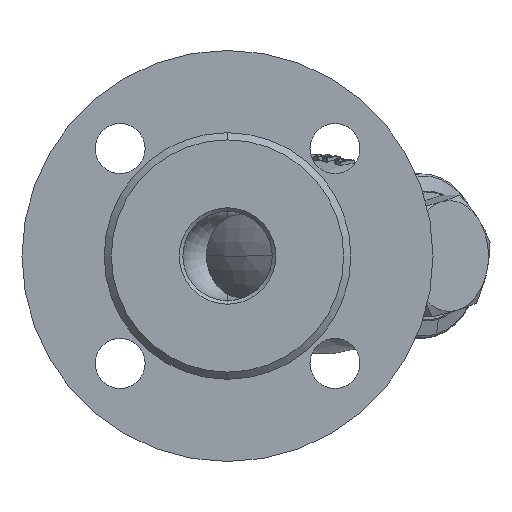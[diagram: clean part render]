
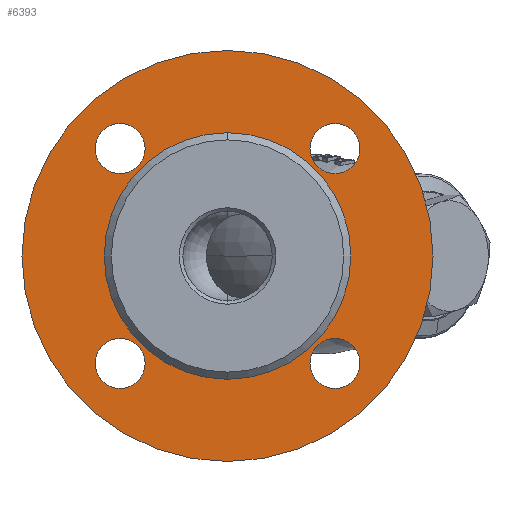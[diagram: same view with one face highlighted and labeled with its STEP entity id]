
A CAD part, left-side view. The second image highlights one B-rep face of the part: STEP entity #6393.
In plain terms, the highlighted planar face has unit normal (-1, 0, 0).
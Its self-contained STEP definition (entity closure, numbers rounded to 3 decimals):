
#46 = CARTESIAN_POINT ( 'NONE',  ( -78., -30.052, -37.052 ) ) ;
#54 = DIRECTION ( 'NONE',  ( 1., 0., 0. ) ) ;
#280 = EDGE_CURVE ( 'NONE', #6327, #7174, #3800, .T. ) ;
#369 = DIRECTION ( 'NONE',  ( 0., 0., -1. ) ) ;
#461 = CIRCLE ( 'NONE', #11928, 34.5 ) ;
#968 = AXIS2_PLACEMENT_3D ( 'NONE', #1549, #7322, #10752 ) ;
#1418 = AXIS2_PLACEMENT_3D ( 'NONE', #2316, #6828, #4352 ) ;
#1424 = DIRECTION ( 'NONE',  ( 1., 0., 0. ) ) ;
#1457 = CIRCLE ( 'NONE', #968, 7. ) ;
#1542 = CARTESIAN_POINT ( 'NONE',  ( -78., -30.052, -30.052 ) ) ;
#1549 = CARTESIAN_POINT ( 'NONE',  ( -78., 30.052, 30.052 ) ) ;
#1589 = VERTEX_POINT ( 'NONE', #11024 ) ;
#1656 = DIRECTION ( 'NONE',  ( 0., 0., -1. ) ) ;
#1879 = CARTESIAN_POINT ( 'NONE',  ( -78., 30.052, -23.052 ) ) ;
#1883 = CIRCLE ( 'NONE', #2113, 7. ) ;
#1908 = VERTEX_POINT ( 'NONE', #14189 ) ;
#2113 = AXIS2_PLACEMENT_3D ( 'NONE', #7645, #54, #12197 ) ;
#2205 = DIRECTION ( 'NONE',  ( 1., 0., 0. ) ) ;
#2316 = CARTESIAN_POINT ( 'NONE',  ( -78., 0., 0. ) ) ;
#2483 = VERTEX_POINT ( 'NONE', #10511 ) ;
#2541 = CARTESIAN_POINT ( 'NONE',  ( -78., 0., 0. ) ) ;
#2677 = FACE_BOUND ( 'NONE', #8938, .T. ) ;
#2821 = FACE_BOUND ( 'NONE', #7755, .T. ) ;
#3281 = DIRECTION ( 'NONE',  ( 0., 0., -1. ) ) ;
#3435 = EDGE_CURVE ( 'NONE', #1908, #11038, #5036, .T. ) ;
#3620 = ORIENTED_EDGE ( 'NONE', *, *, #8134, .T. ) ;
#3659 = FACE_BOUND ( 'NONE', #5448, .T. ) ;
#3763 = CARTESIAN_POINT ( 'NONE',  ( -78., 30.052, 23.052 ) ) ;
#3800 = CIRCLE ( 'NONE', #8109, 7. ) ;
#4014 = DIRECTION ( 'NONE',  ( 1., 0., 0. ) ) ;
#4340 = DIRECTION ( 'NONE',  ( 1., 0., 0. ) ) ;
#4343 = EDGE_CURVE ( 'NONE', #12555, #6422, #1457, .T. ) ;
#4352 = DIRECTION ( 'NONE',  ( 0., 0., 1. ) ) ;
#4454 = ORIENTED_EDGE ( 'NONE', *, *, #3435, .T. ) ;
#4574 = ORIENTED_EDGE ( 'NONE', *, *, #10071, .T. ) ;
#4759 = CARTESIAN_POINT ( 'NONE',  ( -78., 30.052, 30.052 ) ) ;
#4819 = DIRECTION ( 'NONE',  ( 0., 0., 1. ) ) ;
#4872 = ORIENTED_EDGE ( 'NONE', *, *, #11795, .T. ) ;
#5036 = CIRCLE ( 'NONE', #8624, 7. ) ;
#5147 = EDGE_CURVE ( 'NONE', #9268, #12835, #6224, .T. ) ;
#5415 = CARTESIAN_POINT ( 'NONE',  ( -78., 0., 0. ) ) ;
#5417 = DIRECTION ( 'NONE',  ( 1., 0., 0. ) ) ;
#5448 = EDGE_LOOP ( 'NONE', ( #4574, #5646 ) ) ;
#5646 = ORIENTED_EDGE ( 'NONE', *, *, #9147, .T. ) ;
#5824 = CARTESIAN_POINT ( 'NONE',  ( -78., -30.052, 30.052 ) ) ;
#5993 = FACE_OUTER_BOUND ( 'NONE', #11196, .T. ) ;
#6069 = CIRCLE ( 'NONE', #1418, 57.5 ) ;
#6138 = EDGE_CURVE ( 'NONE', #7174, #6327, #13545, .T. ) ;
#6224 = CIRCLE ( 'NONE', #10746, 34.5 ) ;
#6327 = VERTEX_POINT ( 'NONE', #13900 ) ;
#6393 = ADVANCED_FACE ( 'NONE', ( #2821, #3659, #2677, #7257, #8231, #5993 ), #7404, .F. ) ;
#6422 = VERTEX_POINT ( 'NONE', #13972 ) ;
#6594 = CARTESIAN_POINT ( 'NONE',  ( -78., -30.052, 30.052 ) ) ;
#6680 = CARTESIAN_POINT ( 'NONE',  ( -78., -30.052, 23.052 ) ) ;
#6828 = DIRECTION ( 'NONE',  ( -1., 0., 0. ) ) ;
#7106 = DIRECTION ( 'NONE',  ( 1., 0., 0. ) ) ;
#7174 = VERTEX_POINT ( 'NONE', #1879 ) ;
#7257 = FACE_BOUND ( 'NONE', #7593, .T. ) ;
#7322 = DIRECTION ( 'NONE',  ( 1., 0., 0. ) ) ;
#7395 = ORIENTED_EDGE ( 'NONE', *, *, #9845, .F. ) ;
#7398 = ORIENTED_EDGE ( 'NONE', *, *, #8861, .T. ) ;
#7404 = PLANE ( 'NONE',  #12351 ) ;
#7593 = EDGE_LOOP ( 'NONE', ( #8029, #11123 ) ) ;
#7645 = CARTESIAN_POINT ( 'NONE',  ( -78., -30.052, -30.052 ) ) ;
#7755 = EDGE_LOOP ( 'NONE', ( #7398, #11552 ) ) ;
#8029 = ORIENTED_EDGE ( 'NONE', *, *, #6138, .T. ) ;
#8072 = AXIS2_PLACEMENT_3D ( 'NONE', #13981, #1424, #369 ) ;
#8109 = AXIS2_PLACEMENT_3D ( 'NONE', #14370, #5417, #1656 ) ;
#8134 = EDGE_CURVE ( 'NONE', #2483, #13042, #12103, .T. ) ;
#8190 = DIRECTION ( 'NONE',  ( 0., 0., 1. ) ) ;
#8231 = FACE_BOUND ( 'NONE', #11058, .T. ) ;
#8399 = DIRECTION ( 'NONE',  ( 1., 0., 0. ) ) ;
#8624 = AXIS2_PLACEMENT_3D ( 'NONE', #1542, #4014, #10666 ) ;
#8755 = CARTESIAN_POINT ( 'NONE',  ( -78., 0., -34.5 ) ) ;
#8824 = CIRCLE ( 'NONE', #10013, 7. ) ;
#8861 = EDGE_CURVE ( 'NONE', #6422, #12555, #8824, .T. ) ;
#8938 = EDGE_LOOP ( 'NONE', ( #4454, #10649 ) ) ;
#9147 = EDGE_CURVE ( 'NONE', #13550, #1589, #10248, .T. ) ;
#9268 = VERTEX_POINT ( 'NONE', #10171 ) ;
#9545 = CIRCLE ( 'NONE', #13111, 7. ) ;
#9845 = EDGE_CURVE ( 'NONE', #12835, #9268, #461, .T. ) ;
#9914 = EDGE_CURVE ( 'NONE', #11038, #1908, #1883, .T. ) ;
#10013 = AXIS2_PLACEMENT_3D ( 'NONE', #4759, #8399, #11817 ) ;
#10071 = EDGE_CURVE ( 'NONE', #1589, #13550, #9545, .T. ) ;
#10079 = DIRECTION ( 'NONE',  ( 0., 0., -1. ) ) ;
#10171 = CARTESIAN_POINT ( 'NONE',  ( -78., 0., 34.5 ) ) ;
#10248 = CIRCLE ( 'NONE', #12187, 7. ) ;
#10511 = CARTESIAN_POINT ( 'NONE',  ( -78., 0., -57.5 ) ) ;
#10649 = ORIENTED_EDGE ( 'NONE', *, *, #9914, .T. ) ;
#10666 = DIRECTION ( 'NONE',  ( 0., 0., -1. ) ) ;
#10709 = DIRECTION ( 'NONE',  ( -1., 0., 0. ) ) ;
#10746 = AXIS2_PLACEMENT_3D ( 'NONE', #5415, #11141, #13246 ) ;
#10752 = DIRECTION ( 'NONE',  ( 0., 0., -1. ) ) ;
#10758 = DIRECTION ( 'NONE',  ( 0., 0., -1. ) ) ;
#10832 = CARTESIAN_POINT ( 'NONE',  ( -78., 0., 0. ) ) ;
#11024 = CARTESIAN_POINT ( 'NONE',  ( -78., -30.052, 37.052 ) ) ;
#11038 = VERTEX_POINT ( 'NONE', #46 ) ;
#11058 = EDGE_LOOP ( 'NONE', ( #7395, #13182 ) ) ;
#11123 = ORIENTED_EDGE ( 'NONE', *, *, #280, .T. ) ;
#11141 = DIRECTION ( 'NONE',  ( -1., 0., 0. ) ) ;
#11196 = EDGE_LOOP ( 'NONE', ( #4872, #3620 ) ) ;
#11405 = CARTESIAN_POINT ( 'NONE',  ( -78., 0., 57.5 ) ) ;
#11552 = ORIENTED_EDGE ( 'NONE', *, *, #4343, .T. ) ;
#11795 = EDGE_CURVE ( 'NONE', #13042, #2483, #6069, .T. ) ;
#11817 = DIRECTION ( 'NONE',  ( 0., 0., -1. ) ) ;
#11830 = CARTESIAN_POINT ( 'NONE',  ( -78., 0., 0. ) ) ;
#11928 = AXIS2_PLACEMENT_3D ( 'NONE', #2541, #13919, #4819 ) ;
#12103 = CIRCLE ( 'NONE', #14264, 57.5 ) ;
#12187 = AXIS2_PLACEMENT_3D ( 'NONE', #6594, #4340, #3281 ) ;
#12197 = DIRECTION ( 'NONE',  ( 0., 0., -1. ) ) ;
#12351 = AXIS2_PLACEMENT_3D ( 'NONE', #10832, #7106, #10758 ) ;
#12555 = VERTEX_POINT ( 'NONE', #3763 ) ;
#12835 = VERTEX_POINT ( 'NONE', #8755 ) ;
#13042 = VERTEX_POINT ( 'NONE', #11405 ) ;
#13111 = AXIS2_PLACEMENT_3D ( 'NONE', #5824, #2205, #10079 ) ;
#13182 = ORIENTED_EDGE ( 'NONE', *, *, #5147, .F. ) ;
#13246 = DIRECTION ( 'NONE',  ( 0., 0., 1. ) ) ;
#13545 = CIRCLE ( 'NONE', #8072, 7. ) ;
#13550 = VERTEX_POINT ( 'NONE', #6680 ) ;
#13900 = CARTESIAN_POINT ( 'NONE',  ( -78., 30.052, -37.052 ) ) ;
#13919 = DIRECTION ( 'NONE',  ( -1., 0., 0. ) ) ;
#13972 = CARTESIAN_POINT ( 'NONE',  ( -78., 30.052, 37.052 ) ) ;
#13981 = CARTESIAN_POINT ( 'NONE',  ( -78., 30.052, -30.052 ) ) ;
#14189 = CARTESIAN_POINT ( 'NONE',  ( -78., -30.052, -23.052 ) ) ;
#14264 = AXIS2_PLACEMENT_3D ( 'NONE', #11830, #10709, #8190 ) ;
#14370 = CARTESIAN_POINT ( 'NONE',  ( -78., 30.052, -30.052 ) ) ;
